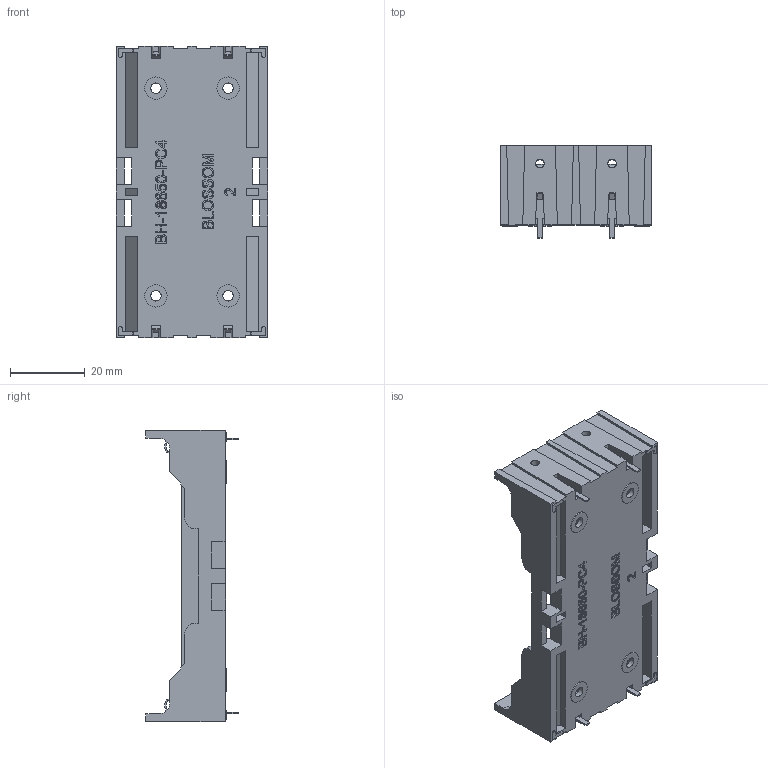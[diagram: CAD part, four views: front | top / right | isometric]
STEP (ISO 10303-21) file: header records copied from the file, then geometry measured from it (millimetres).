
FILE_DESCRIPTION(/* description */ (''),/* implementation_level */ '2;1');
FILE_NAME(/* name */ 'BC-18650-PC4.step',/* time_stamp */ '2025-04-19T22:45:00+02:00',/* author */ (''),/* organization */ (''),/* preprocessor_version */ 'ST-DEVELOPER v20.1',/* originating_system */ 'Autodesk Translation Framework v14.4.0.0',/* authorisation */ '');
FILE_SCHEMA (('AUTOMOTIVE_DESIGN { 1 0 10303 214 3 1 1 }'));
Length unit declared in the file: millimetre
Products named in the file (3): BC-18650-PC4 v1; Äåòàëü2^Îòñåê àêê
óìóëÿòîðíûé BC-18650-PC4; Äåòàëü3^Îòñåê àêê
óìóëÿòîðíûé BC-18650-PC4
Assembly tree (5 placements, depth 2):
  BC-18650-PC4 v1
    Äåòàëü2^Îòñåê àêê
óìóëÿòîðíûé BC-18650-PC4
    Äåòàëü3^Îòñåê àêê
óìóëÿòîðíûé BC-18650-PC4  x4
Bounding box: 40.5 x 24.7 x 78 mm (x, y, z)
Volume: 11672.4 mm3; surface area: 17050.1 mm2
Topology: 5 solids, 5 shells, 993 faces, 2649 edges, 1734 vertices
Faces by surface type: plane 700, bspline 207, cylinder 86
Full cylindrical faces by diameter (mm): 2.3 x4, 2.8 x4, 3.8 x4, 4.9 x4, 6 x4
Entity records: 38676 total; most frequent: CARTESIAN_POINT 17706, ORIENTED_EDGE 4758, DIRECTION 3443, EDGE_CURVE 2379, LINE 1829, VECTOR 1829, VERTEX_POINT 1578, EDGE_LOOP 975
